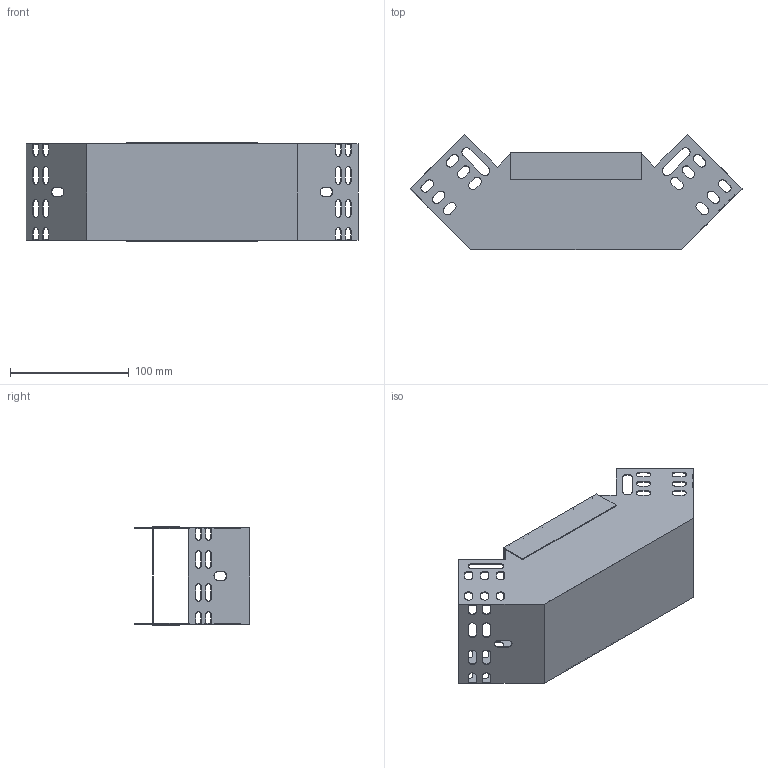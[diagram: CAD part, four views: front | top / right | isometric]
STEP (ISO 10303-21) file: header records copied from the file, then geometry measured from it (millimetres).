
FILE_DESCRIPTION (( 'STEP AP203' ), '1' );
FILE_NAME ('CLP1V-080-080 Ïîâîðîò íà 90 ãð. âåðòèêàëüíûé âíóòðåííèé 80õ80.STEP', '2016-03-04T09:18:07', ( '' ), ( '' ), 'SwSTEP 2.0', 'SolidWorks 2014', '' );
FILE_SCHEMA (( 'CONFIG_CONTROL_DESIGN' ));
Length unit declared in the file: millimetre
Products named in the file (1): CLP1V-080-080 Ïîâîðîò íà 90 ãð. âåðòèêàëüíûé âíóòðåííèé 80õ80
Bounding box: 279.81 x 97.04 x 83.2 mm (x, y, z)
Volume: 59453.8 mm3; surface area: 151047.6 mm2
Topology: 2 solids, 2 shells, 212 faces, 652 edges, 432 vertices
Faces by surface type: plane 128, cylinder 84
Entity records: 7539 total; most frequent: ORIENTED_EDGE 1304, CARTESIAN_POINT 1297, DIRECTION 1246, EDGE_CURVE 652, VECTOR 484, LINE 484, VERTEX_POINT 432, AXIS2_PLACEMENT_3D 381
